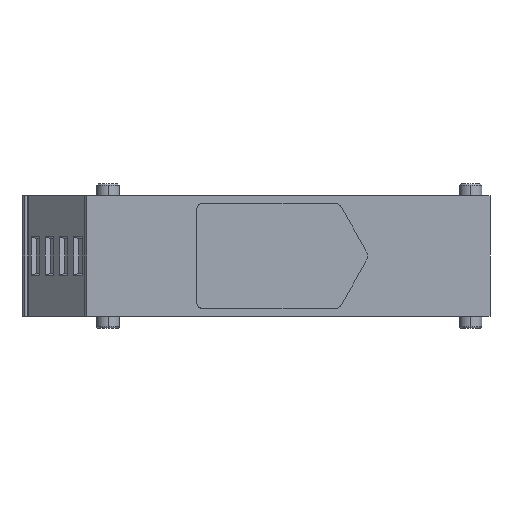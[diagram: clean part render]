
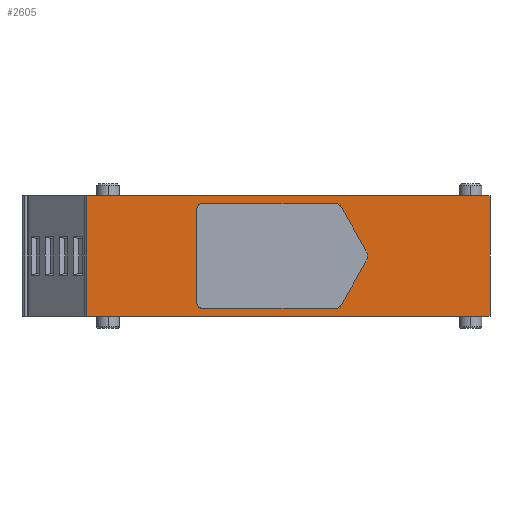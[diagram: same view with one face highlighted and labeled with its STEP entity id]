
A CAD part, left-side view. The second image highlights one B-rep face of the part: STEP entity #2605.
In plain terms, the highlighted planar face has unit normal (-1, 0, 0).
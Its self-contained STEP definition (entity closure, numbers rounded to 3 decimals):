
#354=DIRECTION('',(0.,0.,1.));
#355=VECTOR('',#354,18.6);
#356=CARTESIAN_POINT('',(-36.15,-7.1,-9.3));
#357=LINE('',#356,#355);
#370=DIRECTION('',(0.,0.5,0.866));
#371=VECTOR('',#370,7.736);
#372=CARTESIAN_POINT('',(-36.15,12.075,0.9));
#373=LINE('',#372,#371);
#374=CARTESIAN_POINT('',(-36.15,16.809,7.1));
#375=DIRECTION('',(-1.,0.,0.));
#376=DIRECTION('',(0.,-0.866,0.5));
#377=AXIS2_PLACEMENT_3D('',#374,#375,#376);
#379=DIRECTION('',(0.,1.,0.));
#380=VECTOR('',#379,20.541);
#381=CARTESIAN_POINT('',(-36.15,16.809,8.1));
#382=LINE('',#381,#380);
#383=CARTESIAN_POINT('',(-36.15,37.35,7.2));
#384=DIRECTION('',(-1.,0.,0.));
#385=DIRECTION('',(0.,0.,1.));
#386=AXIS2_PLACEMENT_3D('',#383,#384,#385);
#388=CARTESIAN_POINT('',(-36.15,37.35,-7.2));
#389=DIRECTION('',(1.,0.,0.));
#390=DIRECTION('',(0.,0.,-1.));
#391=AXIS2_PLACEMENT_3D('',#388,#389,#390);
#393=CARTESIAN_POINT('',(-36.15,16.809,-7.1));
#394=DIRECTION('',(1.,0.,0.));
#395=DIRECTION('',(0.,-0.866,-0.5));
#396=AXIS2_PLACEMENT_3D('',#393,#394,#395);
#398=DIRECTION('',(0.,-0.5,0.866));
#399=VECTOR('',#398,7.736);
#400=CARTESIAN_POINT('',(-36.15,15.943,-7.6));
#401=LINE('',#400,#399);
#402=DIRECTION('',(0.,-1.,0.));
#403=VECTOR('',#402,62.35);
#404=CARTESIAN_POINT('',(-36.15,55.25,9.3));
#405=LINE('',#404,#403);
#406=DIRECTION('',(0.,1.,0.));
#407=VECTOR('',#406,62.35);
#408=CARTESIAN_POINT('',(-36.15,-7.1,-9.3));
#409=LINE('',#408,#407);
#410=DIRECTION('',(0.,0.,1.));
#411=VECTOR('',#410,18.6);
#412=CARTESIAN_POINT('',(-36.15,55.25,-9.3));
#413=LINE('',#412,#411);
#414=CARTESIAN_POINT('',(-36.15,13.633,0.));
#415=DIRECTION('',(1.,0.,0.));
#416=DIRECTION('',(0.,-0.866,0.5));
#417=AXIS2_PLACEMENT_3D('',#414,#415,#416);
#453=DIRECTION('',(0.,1.,0.));
#454=VECTOR('',#453,20.541);
#455=CARTESIAN_POINT('',(-36.15,16.809,-8.1));
#456=LINE('',#455,#454);
#477=DIRECTION('',(0.,0.,1.));
#478=VECTOR('',#477,14.4);
#479=CARTESIAN_POINT('',(-36.15,38.25,-7.2));
#480=LINE('',#479,#478);
#1674=CARTESIAN_POINT('',(-36.15,55.25,-9.3));
#1675=VERTEX_POINT('',#1674);
#1865=CARTESIAN_POINT('',(-36.15,55.25,9.3));
#1867=VERTEX_POINT('',#1865);
#1954=CARTESIAN_POINT('',(-36.15,12.075,-0.9));
#1955=VERTEX_POINT('',#1954);
#1956=CARTESIAN_POINT('',(-36.15,15.943,-7.6));
#1957=VERTEX_POINT('',#1956);
#1958=CARTESIAN_POINT('',(-36.15,16.809,-8.1));
#1959=VERTEX_POINT('',#1958);
#1960=CARTESIAN_POINT('',(-36.15,37.35,-8.1));
#1961=CARTESIAN_POINT('',(-36.15,38.25,-7.2));
#1962=VERTEX_POINT('',#1960);
#1963=VERTEX_POINT('',#1961);
#1964=CARTESIAN_POINT('',(-36.15,12.075,0.9));
#1965=CARTESIAN_POINT('',(-36.15,15.943,7.6));
#1966=VERTEX_POINT('',#1964);
#1967=VERTEX_POINT('',#1965);
#1968=CARTESIAN_POINT('',(-36.15,16.809,8.1));
#1969=VERTEX_POINT('',#1968);
#1970=CARTESIAN_POINT('',(-36.15,37.35,8.1));
#1971=VERTEX_POINT('',#1970);
#1972=CARTESIAN_POINT('',(-36.15,38.25,7.2));
#1973=VERTEX_POINT('',#1972);
#2060=CARTESIAN_POINT('',(-36.15,-7.1,-9.3));
#2061=VERTEX_POINT('',#2060);
#2062=CARTESIAN_POINT('',(-36.15,-7.1,9.3));
#2063=VERTEX_POINT('',#2062);
#2570=CARTESIAN_POINT('',(-36.15,65.25,0.));
#2571=DIRECTION('',(-1.,0.,0.));
#2572=DIRECTION('',(0.,-1.,0.));
#2573=AXIS2_PLACEMENT_3D('',#2570,#2571,#2572);
#2574=PLANE('',#2573);
#2576=ORIENTED_EDGE('',*,*,#2575,.T.);
#2577=ORIENTED_EDGE('',*,*,#2548,.F.);
#2578=ORIENTED_EDGE('',*,*,#2231,.T.);
#2580=ORIENTED_EDGE('',*,*,#2579,.T.);
#2581=EDGE_LOOP('',(#2576,#2577,#2578,#2580));
#2582=FACE_OUTER_BOUND('',#2581,.F.);
#2584=ORIENTED_EDGE('',*,*,#2583,.F.);
#2586=ORIENTED_EDGE('',*,*,#2585,.T.);
#2588=ORIENTED_EDGE('',*,*,#2587,.T.);
#2590=ORIENTED_EDGE('',*,*,#2589,.T.);
#2592=ORIENTED_EDGE('',*,*,#2591,.T.);
#2594=ORIENTED_EDGE('',*,*,#2593,.F.);
#2596=ORIENTED_EDGE('',*,*,#2595,.F.);
#2598=ORIENTED_EDGE('',*,*,#2597,.F.);
#2600=ORIENTED_EDGE('',*,*,#2599,.F.);
#2602=ORIENTED_EDGE('',*,*,#2601,.T.);
#2603=EDGE_LOOP('',(#2584,#2586,#2588,#2590,#2592,#2594,#2596,#2598,#2600,
#2602));
#2604=FACE_BOUND('',#2603,.F.);
#378=CIRCLE('',#377,1.);
#387=CIRCLE('',#386,0.9);
#392=CIRCLE('',#391,0.9);
#397=CIRCLE('',#396,1.);
#418=CIRCLE('',#417,1.8);
#2231=EDGE_CURVE('',#2061,#1675,#409,.T.);
#2548=EDGE_CURVE('',#2061,#2063,#357,.T.);
#2575=EDGE_CURVE('',#1867,#2063,#405,.T.);
#2579=EDGE_CURVE('',#1675,#1867,#413,.T.);
#2583=EDGE_CURVE('',#1966,#1955,#418,.T.);
#2585=EDGE_CURVE('',#1966,#1967,#373,.T.);
#2587=EDGE_CURVE('',#1967,#1969,#378,.T.);
#2589=EDGE_CURVE('',#1969,#1971,#382,.T.);
#2591=EDGE_CURVE('',#1971,#1973,#387,.T.);
#2593=EDGE_CURVE('',#1963,#1973,#480,.T.);
#2595=EDGE_CURVE('',#1962,#1963,#392,.T.);
#2597=EDGE_CURVE('',#1959,#1962,#456,.T.);
#2599=EDGE_CURVE('',#1957,#1959,#397,.T.);
#2601=EDGE_CURVE('',#1957,#1955,#401,.T.);
#2605=ADVANCED_FACE('',(#2582,#2604),#2574,.T.);
